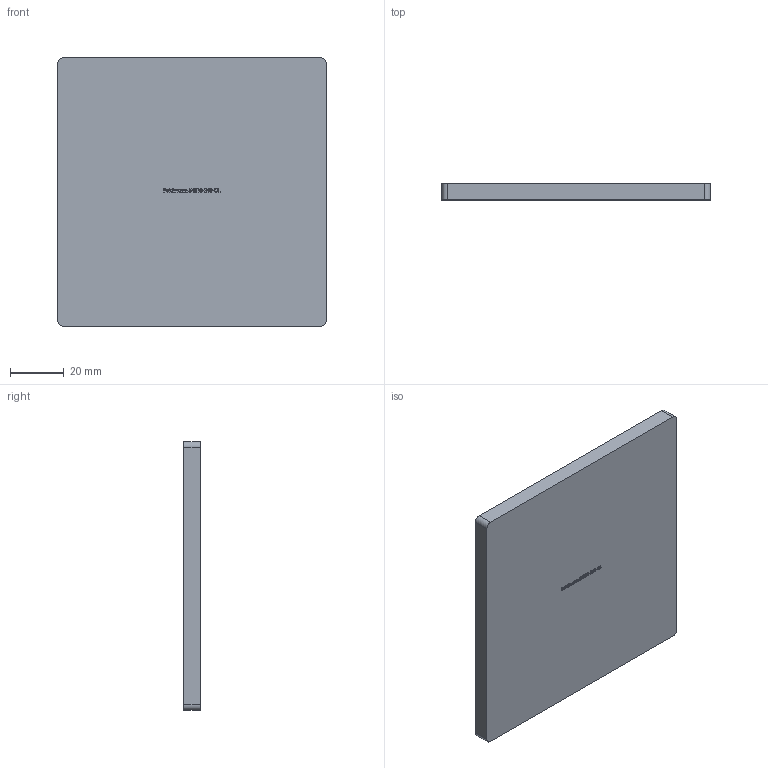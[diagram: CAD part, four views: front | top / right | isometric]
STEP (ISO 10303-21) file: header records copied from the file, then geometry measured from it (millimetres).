
FILE_DESCRIPTION (( 'STEP AP203' ), '1' );
FILE_NAME ('54210-240-OL.step', '2020-10-21T10:53:22', ( '' ), ( '' ), 'SwSTEP 2.0', 'SolidWorks 2018', '' );
FILE_SCHEMA (( 'CONFIG_CONTROL_DESIGN' ));
Length unit declared in the file: millimetre
Products named in the file (2): 54210-240-OL
Bounding box: 100 x 6 x 100 mm (x, y, z)
Volume: 59978.8 mm3; surface area: 22383.3 mm2
Topology: 1 solids, 1 shells, 250 faces, 660 edges, 440 vertices
Faces by surface type: plane 152, bspline 94, cylinder 4
Entity records: 13339 total; most frequent: CARTESIAN_POINT 7622, ORIENTED_EDGE 1320, DIRECTION 796, EDGE_CURVE 660, VECTOR 464, LINE 464, VERTEX_POINT 440, EDGE_LOOP 278
